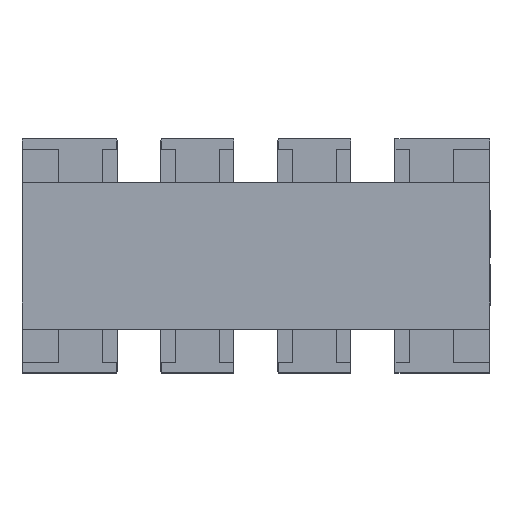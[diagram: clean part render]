
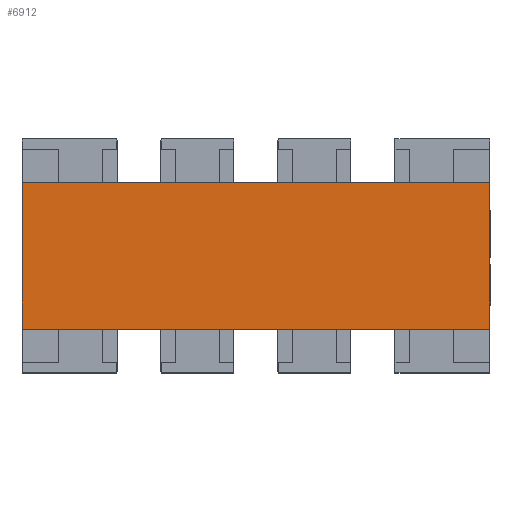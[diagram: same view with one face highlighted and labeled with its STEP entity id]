
A CAD part, top view. The second image highlights one B-rep face of the part: STEP entity #6912.
In plain terms, the highlighted planar face has unit normal (0, 0, 1).
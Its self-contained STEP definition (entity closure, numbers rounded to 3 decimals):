
#384=FACE_OUTER_BOUND('',#744,.T.);
#744=EDGE_LOOP('',(#4514,#4515,#4516,#4517));
#1177=LINE('',#9360,#1968);
#1181=LINE('',#9367,#1972);
#1184=LINE('',#9373,#1975);
#1186=LINE('',#9376,#1977);
#1968=VECTOR('',#7847,1.);
#1972=VECTOR('',#7853,1.);
#1975=VECTOR('',#7858,1.);
#1977=VECTOR('',#7862,1.);
#2727=VERTEX_POINT('',#9357);
#2728=VERTEX_POINT('',#9359);
#2730=VERTEX_POINT('',#9365);
#2732=VERTEX_POINT('',#9371);
#3417=EDGE_CURVE('',#2728,#2727,#1177,.T.);
#3421=EDGE_CURVE('',#2727,#2730,#1181,.T.);
#3424=EDGE_CURVE('',#2730,#2732,#1184,.T.);
#3426=EDGE_CURVE('',#2732,#2728,#1186,.T.);
#4514=ORIENTED_EDGE('',*,*,#3417,.T.);
#4515=ORIENTED_EDGE('',*,*,#3421,.T.);
#4516=ORIENTED_EDGE('',*,*,#3424,.T.);
#4517=ORIENTED_EDGE('',*,*,#3426,.T.);
#6324=PLANE('',#7359);
#6912=ADVANCED_FACE('',(#384),#6324,.F.);
#7359=AXIS2_PLACEMENT_3D('',#9377,#7863,#7864);
#7847=DIRECTION('',(0.,1.,0.));
#7853=DIRECTION('',(-1.,0.,0.));
#7858=DIRECTION('',(0.,-1.,0.));
#7862=DIRECTION('',(1.,0.,0.));
#7863=DIRECTION('center_axis',(0.,0.,-1.));
#7864=DIRECTION('ref_axis',(-1.,0.,0.));
#9357=CARTESIAN_POINT('',(1.6,0.5,0.5));
#9359=CARTESIAN_POINT('',(1.6,-0.5,0.5));
#9360=CARTESIAN_POINT('',(1.6,-0.5,0.5));
#9365=CARTESIAN_POINT('',(-1.6,0.5,0.5));
#9367=CARTESIAN_POINT('',(-1.6,0.5,0.5));
#9371=CARTESIAN_POINT('',(-1.6,-0.5,0.5));
#9373=CARTESIAN_POINT('',(-1.6,-0.5,0.5));
#9376=CARTESIAN_POINT('',(-1.6,-0.5,0.5));
#9377=CARTESIAN_POINT('Origin',(0.,0.,0.5));
